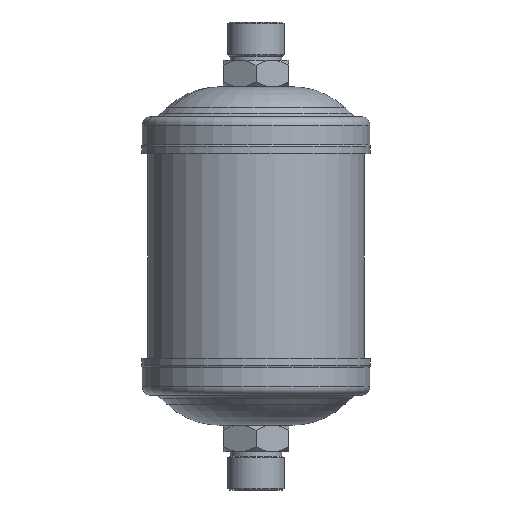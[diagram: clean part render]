
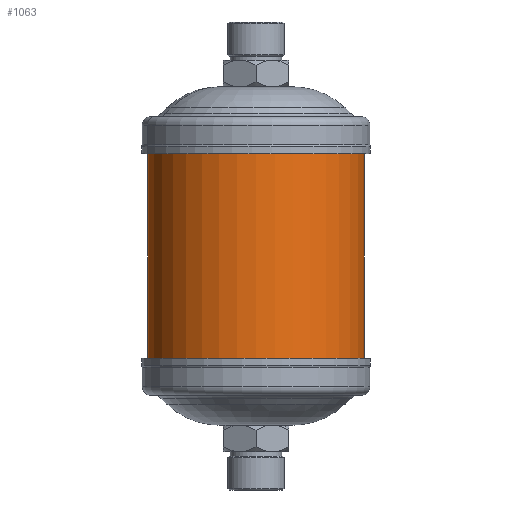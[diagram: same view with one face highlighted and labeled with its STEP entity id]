
A CAD part, front view. The second image highlights one B-rep face of the part: STEP entity #1063.
In plain terms, the highlighted cylindrical face has radius 31.75 mm (diameter 63.5 mm), a partial arc.
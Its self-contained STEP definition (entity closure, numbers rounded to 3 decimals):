
#256 = DIRECTION ( 'NONE',  ( 0., 0., -1. ) ) ;
#317 = CARTESIAN_POINT ( 'NONE',  ( 0., 0., -30. ) ) ;
#320 = CARTESIAN_POINT ( 'NONE',  ( 31.75, 0., 30. ) ) ;
#459 = CARTESIAN_POINT ( 'NONE',  ( -31.75, 0., 30. ) ) ;
#474 = ORIENTED_EDGE ( 'NONE', *, *, #626, .F. ) ;
#521 = FACE_OUTER_BOUND ( 'NONE', #2158, .T. ) ;
#559 = CIRCLE ( 'NONE', #622, 31.75 ) ;
#622 = AXIS2_PLACEMENT_3D ( 'NONE', #2366, #3434, #812 ) ;
#626 = EDGE_CURVE ( 'NONE', #1615, #2150, #2781, .T. ) ;
#723 = EDGE_CURVE ( 'NONE', #2714, #2150, #3184, .T. ) ;
#772 = CYLINDRICAL_SURFACE ( 'NONE', #2227, 31.75 ) ;
#805 = CARTESIAN_POINT ( 'NONE',  ( 0., 0., 38.5 ) ) ;
#812 = DIRECTION ( 'NONE',  ( 1., 0., 0. ) ) ;
#909 = VECTOR ( 'NONE', #1071, 1000. ) ;
#1063 = ADVANCED_FACE ( 'NONE', ( #521 ), #772, .T. ) ;
#1071 = DIRECTION ( 'NONE',  ( 0., 0., -1. ) ) ;
#1095 = DIRECTION ( 'NONE',  ( -1., 0., 0. ) ) ;
#1595 = DIRECTION ( 'NONE',  ( 0., 0., -1. ) ) ;
#1615 = VERTEX_POINT ( 'NONE', #1732 ) ;
#1732 = CARTESIAN_POINT ( 'NONE',  ( 31.75, 0., -30. ) ) ;
#1822 = EDGE_CURVE ( 'NONE', #2714, #1949, #559, .T. ) ;
#1853 = ORIENTED_EDGE ( 'NONE', *, *, #2936, .F. ) ;
#1949 = VERTEX_POINT ( 'NONE', #320 ) ;
#2150 = VERTEX_POINT ( 'NONE', #2156 ) ;
#2156 = CARTESIAN_POINT ( 'NONE',  ( -31.75, 0., -30. ) ) ;
#2158 = EDGE_LOOP ( 'NONE', ( #1853, #2421, #2548, #474 ) ) ;
#2179 = DIRECTION ( 'NONE',  ( 0., 0., -1. ) ) ;
#2224 = AXIS2_PLACEMENT_3D ( 'NONE', #317, #2179, #3240 ) ;
#2227 = AXIS2_PLACEMENT_3D ( 'NONE', #805, #1595, #1095 ) ;
#2366 = CARTESIAN_POINT ( 'NONE',  ( 0., 0., 30. ) ) ;
#2392 = LINE ( 'NONE', #3465, #909 ) ;
#2421 = ORIENTED_EDGE ( 'NONE', *, *, #1822, .F. ) ;
#2548 = ORIENTED_EDGE ( 'NONE', *, *, #723, .T. ) ;
#2645 = CARTESIAN_POINT ( 'NONE',  ( -31.75, 0., 38.5 ) ) ;
#2714 = VERTEX_POINT ( 'NONE', #459 ) ;
#2781 = CIRCLE ( 'NONE', #2224, 31.75 ) ;
#2936 = EDGE_CURVE ( 'NONE', #1949, #1615, #2392, .T. ) ;
#3184 = LINE ( 'NONE', #2645, #3404 ) ;
#3240 = DIRECTION ( 'NONE',  ( -1., 0., 0. ) ) ;
#3404 = VECTOR ( 'NONE', #256, 1000. ) ;
#3434 = DIRECTION ( 'NONE',  ( 0., 0., 1. ) ) ;
#3465 = CARTESIAN_POINT ( 'NONE',  ( 31.75, 0., 38.5 ) ) ;
